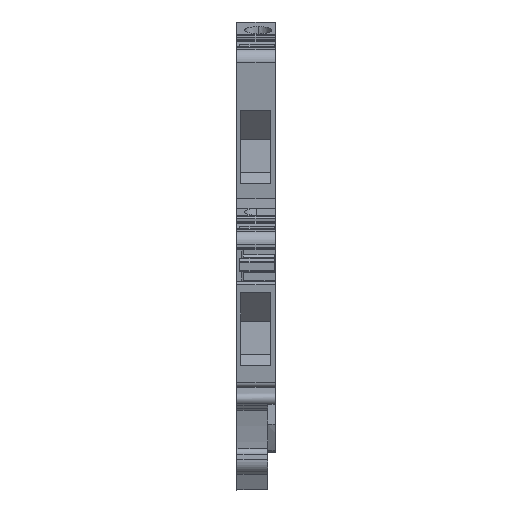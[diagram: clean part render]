
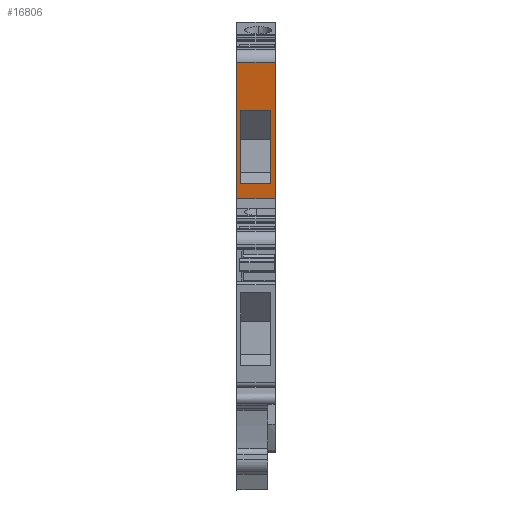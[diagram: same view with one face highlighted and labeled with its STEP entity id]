
A CAD part, front view. The second image highlights one B-rep face of the part: STEP entity #16806.
In plain terms, the highlighted planar face has unit normal (0, -0.985, -0.173).
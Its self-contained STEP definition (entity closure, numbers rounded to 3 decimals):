
#16787=AXIS2_PLACEMENT_3D('Plane Axis2P3D',#16784,#16785,#16786) ;
#2843=CARTESIAN_POINT('Vertex',(5.1,14.023,56.877)) ;
#2846=CARTESIAN_POINT('Line Origine',(5.1,15.618,47.813)) ;
#2850=CARTESIAN_POINT('Vertex',(5.1,17.214,38.75)) ;
#6388=CARTESIAN_POINT('Vertex',(0.,17.214,38.75)) ;
#6391=CARTESIAN_POINT('Line Origine',(0.,15.618,47.813)) ;
#6395=CARTESIAN_POINT('Vertex',(0.,14.023,56.877)) ;
#11516=CARTESIAN_POINT('Line Origine',(0.5,16.011,45.585)) ;
#11520=CARTESIAN_POINT('Vertex',(0.5,15.156,50.44)) ;
#11522=CARTESIAN_POINT('Vertex',(0.5,16.866,40.73)) ;
#11568=CARTESIAN_POINT('Vertex',(4.5,16.866,40.73)) ;
#11578=CARTESIAN_POINT('Line Origine',(2.5,16.866,40.73)) ;
#13063=CARTESIAN_POINT('Vertex',(4.5,15.156,50.44)) ;
#13066=CARTESIAN_POINT('Line Origine',(2.5,15.156,50.44)) ;
#13078=CARTESIAN_POINT('Line Origine',(4.5,16.011,45.585)) ;
#16772=CARTESIAN_POINT('Line Origine',(2.55,14.023,56.877)) ;
#16784=CARTESIAN_POINT('Axis2P3D Location',(0.,14.023,56.877)) ;
#16789=CARTESIAN_POINT('Line Origine',(2.55,17.214,38.75)) ;
#2847=DIRECTION('Vector Direction',(0.,0.173,-0.985)) ;
#6392=DIRECTION('Vector Direction',(0.,0.173,-0.985)) ;
#11517=DIRECTION('Vector Direction',(0.,-0.173,0.985)) ;
#11579=DIRECTION('Vector Direction',(1.,0.,0.)) ;
#13067=DIRECTION('Vector Direction',(1.,0.,0.)) ;
#13079=DIRECTION('Vector Direction',(0.,-0.173,0.985)) ;
#16773=DIRECTION('Vector Direction',(-1.,0.,0.)) ;
#16785=DIRECTION('Axis2P3D Direction',(0.,0.985,0.173)) ;
#16786=DIRECTION('Axis2P3D XDirection',(0.,0.173,-0.985)) ;
#16790=DIRECTION('Vector Direction',(-1.,0.,0.)) ;
#2848=VECTOR('Line Direction',#2847,1.) ;
#6393=VECTOR('Line Direction',#6392,1.) ;
#11518=VECTOR('Line Direction',#11517,1.) ;
#11580=VECTOR('Line Direction',#11579,1.) ;
#13068=VECTOR('Line Direction',#13067,1.) ;
#13080=VECTOR('Line Direction',#13079,1.) ;
#16774=VECTOR('Line Direction',#16773,1.) ;
#16791=VECTOR('Line Direction',#16790,1.) ;
#16795=ORIENTED_EDGE('',*,*,#16793,.F.) ;
#16796=ORIENTED_EDGE('',*,*,#2852,.F.) ;
#16797=ORIENTED_EDGE('',*,*,#16776,.T.) ;
#16798=ORIENTED_EDGE('',*,*,#6397,.T.) ;
#16801=ORIENTED_EDGE('',*,*,#13070,.T.) ;
#16802=ORIENTED_EDGE('',*,*,#13082,.T.) ;
#16803=ORIENTED_EDGE('',*,*,#11582,.F.) ;
#16804=ORIENTED_EDGE('',*,*,#11524,.F.) ;
#16805=FACE_BOUND('',#16800,.T.) ;
#16806=ADVANCED_FACE('V2',(#16799,#16805),#16788,.F.) ;
#2852=EDGE_CURVE('',#2844,#2851,#2849,.T.) ;
#6397=EDGE_CURVE('',#6396,#6389,#6394,.T.) ;
#11524=EDGE_CURVE('',#11521,#11523,#11519,.F.) ;
#11582=EDGE_CURVE('',#11523,#11569,#11581,.T.) ;
#13070=EDGE_CURVE('',#11521,#13064,#13069,.T.) ;
#13082=EDGE_CURVE('',#13064,#11569,#13081,.F.) ;
#16776=EDGE_CURVE('',#2844,#6396,#16775,.T.) ;
#16793=EDGE_CURVE('',#2851,#6389,#16792,.T.) ;
#16794=EDGE_LOOP('',(#16795,#16796,#16797,#16798)) ;
#16800=EDGE_LOOP('',(#16801,#16802,#16803,#16804)) ;
#16799=FACE_OUTER_BOUND('',#16794,.T.) ;
#2849=LINE('Line',#2846,#2848) ;
#6394=LINE('Line',#6391,#6393) ;
#11519=LINE('Line',#11516,#11518) ;
#11581=LINE('Line',#11578,#11580) ;
#13069=LINE('Line',#13066,#13068) ;
#13081=LINE('Line',#13078,#13080) ;
#16775=LINE('Line',#16772,#16774) ;
#16792=LINE('Line',#16789,#16791) ;
#16788=PLANE('',#16787) ;
#2844=VERTEX_POINT('',#2843) ;
#2851=VERTEX_POINT('',#2850) ;
#6389=VERTEX_POINT('',#6388) ;
#6396=VERTEX_POINT('',#6395) ;
#11521=VERTEX_POINT('',#11520) ;
#11523=VERTEX_POINT('',#11522) ;
#11569=VERTEX_POINT('',#11568) ;
#13064=VERTEX_POINT('',#13063) ;
